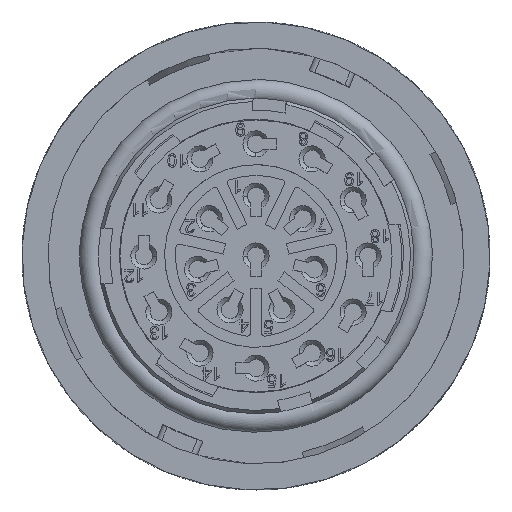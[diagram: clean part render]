
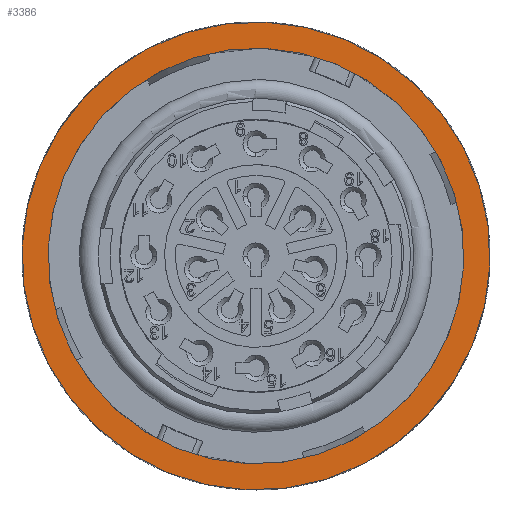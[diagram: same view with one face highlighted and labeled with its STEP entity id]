
A CAD part, left-side view. The second image highlights one B-rep face of the part: STEP entity #3386.
In plain terms, the highlighted planar face has unit normal (-1, 0, 0).
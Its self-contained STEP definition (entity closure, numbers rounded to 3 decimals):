
#3386=ADVANCED_FACE('',(#9367,#9368),#4734,.T.);
#4734=PLANE('',#25780);
#9367=FACE_BOUND('',#9707,.T.);
#9368=FACE_BOUND('',#9708,.T.);
#9707=EDGE_LOOP('',(#11927));
#9708=EDGE_LOOP('',(#11928));
#11927=ORIENTED_EDGE('',*,*,#21454,.T.);
#11928=ORIENTED_EDGE('',*,*,#21453,.F.);
#18863=VERTEX_POINT('',#35747);
#18864=VERTEX_POINT('',#35750);
#21453=EDGE_CURVE('',#18863,#18863,#24856,.T.);
#21454=EDGE_CURVE('',#18864,#18864,#24857,.T.);
#24856=CIRCLE('',#25777,21.5);
#24857=CIRCLE('',#25779,19.1);
#25777=AXIS2_PLACEMENT_3D('',#35746,#28167,#28168);
#25779=AXIS2_PLACEMENT_3D('',#35749,#28171,#28172);
#25780=AXIS2_PLACEMENT_3D('',#35751,#28173,#28174);
#28167=DIRECTION('',(1.,0.,0.));
#28168=DIRECTION('',(0.,0.924,0.382));
#28171=DIRECTION('',(1.,0.,0.));
#28172=DIRECTION('',(0.,0.924,0.382));
#28173=DIRECTION('',(-1.,0.,0.));
#28174=DIRECTION('',(0.,0.924,0.382));
#35746=CARTESIAN_POINT('',(-54.759,7.674,0.));
#35747=CARTESIAN_POINT('',(-54.759,27.545,8.21));
#35749=CARTESIAN_POINT('',(-54.759,7.674,0.));
#35750=CARTESIAN_POINT('',(-54.759,25.327,7.293));
#35751=CARTESIAN_POINT('',(-54.759,-23.122,12.603));
